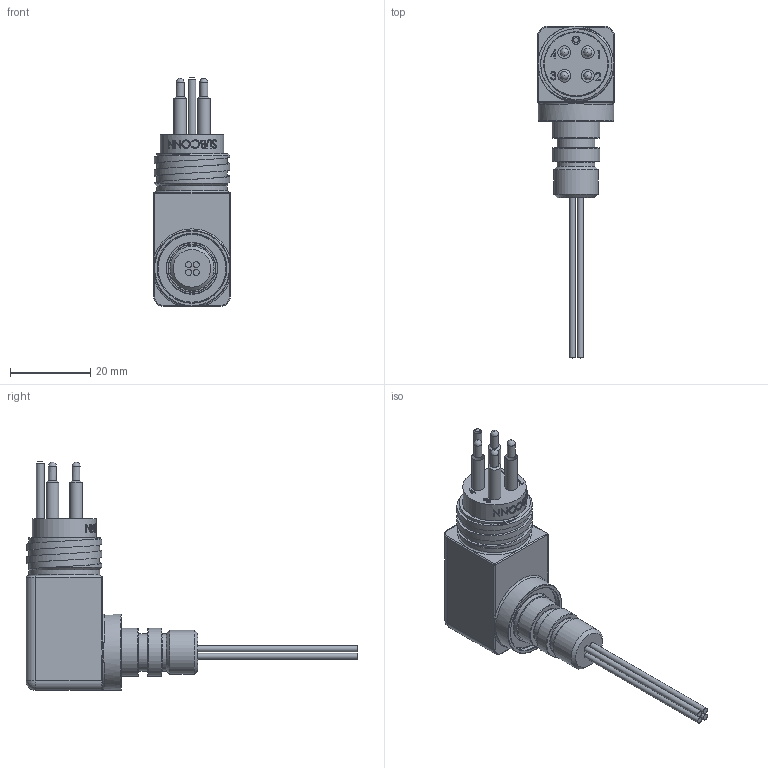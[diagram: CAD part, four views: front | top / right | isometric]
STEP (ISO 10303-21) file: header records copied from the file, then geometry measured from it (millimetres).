
FILE_DESCRIPTION(/* description */ (''),/* implementation_level */ '2;1');
FILE_NAME(/* name */ 'MCBHRA4MAS G2 2 O-ring.stp',/* time_stamp */ '2022-07-13T08:57:22+02:00',/* author */ ('sh'),/* organization */ (''),/* preprocessor_version */ 'ST-DEVELOPER v17',/* originating_system */ 'Autodesk Inventor 2019',/* authorisation */ '');
FILE_SCHEMA (('AUTOMOTIVE_DESIGN { 1 0 10303 214 3 1 1 }'));
Length unit declared in the file: millimetre
Products named in the file (1): MCBHRA4MAS G2 2 O-ring
Bounding box: 19.05 x 82.85 x 57.16 mm (x, y, z)
Volume: 15488.5 mm3; surface area: 7165.2 mm2
Topology: 1 solids, 2 shells, 281 faces, 737 edges, 490 vertices
Faces by surface type: plane 95, bspline 94, cylinder 57, torus 20, cone 11, sphere 4
Full cylindrical faces by diameter (mm): 1.524 x4, 1.981 x1, 1.986 x4, 2.007 x1, 3.175 x4, 7.239 x1, 9.398 x2, 11.024 x1, 11.938 x2, 12.7 x1, 15.875 x2, 17.145 x1, 17.628 x2, 18.847 x2, 18.923 x1
Entity records: 18161 total; most frequent: CARTESIAN_POINT 11267, ORIENTED_EDGE 1466, DIRECTION 1176, EDGE_CURVE 733, VERTEX_POINT 490, AXIS2_PLACEMENT_3D 440, EDGE_LOOP 315, LINE 296
